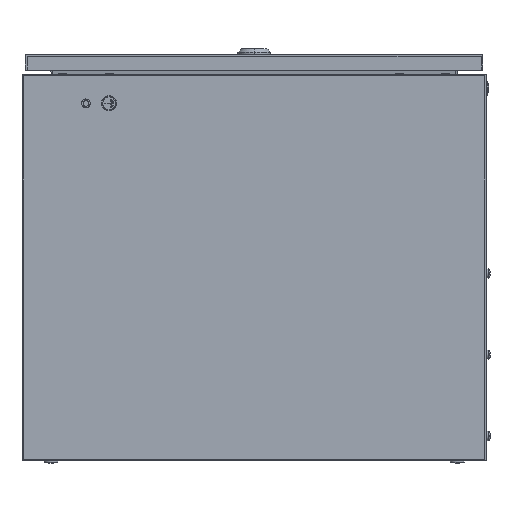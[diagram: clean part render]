
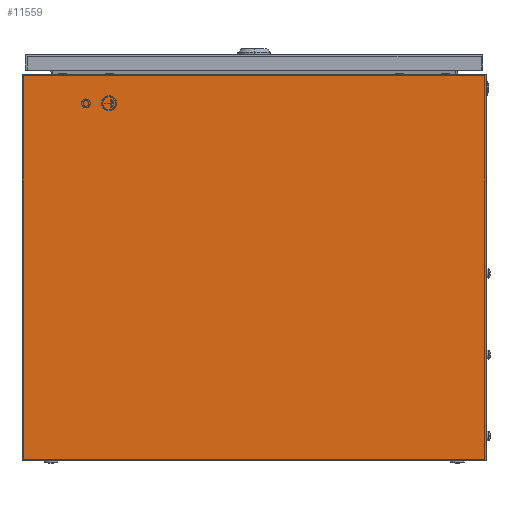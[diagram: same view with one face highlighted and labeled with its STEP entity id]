
A CAD part, left-side view. The second image highlights one B-rep face of the part: STEP entity #11559.
In plain terms, the highlighted planar face has unit normal (-1, 0, 0).
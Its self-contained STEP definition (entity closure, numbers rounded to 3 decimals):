
#897 = CARTESIAN_POINT ( 'NONE',  ( 0., 0., 333. ) ) ;
#3940 = AXIS2_PLACEMENT_3D ( 'NONE', #897, #56536, #40736 ) ;
#5985 = PLANE ( 'NONE',  #3940 ) ;
#6844 = CARTESIAN_POINT ( 'NONE',  ( 0., 0., 0. ) ) ;
#8321 = LINE ( 'NONE', #24761, #30136 ) ;
#9795 = VERTEX_POINT ( 'NONE', #14070 ) ;
#11559 = ADVANCED_FACE ( 'NONE', ( #22805 ), #5985, .F. ) ;
#12326 = DIRECTION ( 'NONE',  ( 0., -1., 0. ) ) ;
#14070 = CARTESIAN_POINT ( 'NONE',  ( 0., 0., 0. ) ) ;
#18738 = VECTOR ( 'NONE', #12326, 1000. ) ;
#20696 = ORIENTED_EDGE ( 'NONE', *, *, #50717, .T. ) ;
#22071 = VERTEX_POINT ( 'NONE', #25760 ) ;
#22805 = FACE_OUTER_BOUND ( 'NONE', #34749, .T. ) ;
#24761 = CARTESIAN_POINT ( 'NONE',  ( 0., 400., 333. ) ) ;
#25760 = CARTESIAN_POINT ( 'NONE',  ( 0., 0., 333. ) ) ;
#27028 = CARTESIAN_POINT ( 'NONE',  ( 0., 0., 333. ) ) ;
#30004 = CARTESIAN_POINT ( 'NONE',  ( 0., 400., 0. ) ) ;
#30136 = VECTOR ( 'NONE', #42351, 1000. ) ;
#32790 = ORIENTED_EDGE ( 'NONE', *, *, #50811, .F. ) ;
#34749 = EDGE_LOOP ( 'NONE', ( #20696, #36645, #32790, #42373 ) ) ;
#36480 = DIRECTION ( 'NONE',  ( 0., -1., 0. ) ) ;
#36645 = ORIENTED_EDGE ( 'NONE', *, *, #70911, .F. ) ;
#36845 = VECTOR ( 'NONE', #55244, 1000. ) ;
#40736 = DIRECTION ( 'NONE',  ( 0., 0., -1. ) ) ;
#42351 = DIRECTION ( 'NONE',  ( 0., 0., -1. ) ) ;
#42373 = ORIENTED_EDGE ( 'NONE', *, *, #57674, .T. ) ;
#44767 = VERTEX_POINT ( 'NONE', #30004 ) ;
#46743 = LINE ( 'NONE', #6844, #18738 ) ;
#48185 = CARTESIAN_POINT ( 'NONE',  ( 0., 0., 333. ) ) ;
#49561 = VERTEX_POINT ( 'NONE', #59640 ) ;
#50346 = VECTOR ( 'NONE', #36480, 1000. ) ;
#50717 = EDGE_CURVE ( 'NONE', #44767, #9795, #46743, .T. ) ;
#50811 = EDGE_CURVE ( 'NONE', #49561, #22071, #59208, .T. ) ;
#54888 = LINE ( 'NONE', #27028, #36845 ) ;
#55244 = DIRECTION ( 'NONE',  ( 0., 0., -1. ) ) ;
#56536 = DIRECTION ( 'NONE',  ( 1., 0., 0. ) ) ;
#57674 = EDGE_CURVE ( 'NONE', #49561, #44767, #8321, .T. ) ;
#59208 = LINE ( 'NONE', #48185, #50346 ) ;
#59640 = CARTESIAN_POINT ( 'NONE',  ( 0., 400., 333. ) ) ;
#70911 = EDGE_CURVE ( 'NONE', #22071, #9795, #54888, .T. ) ;
